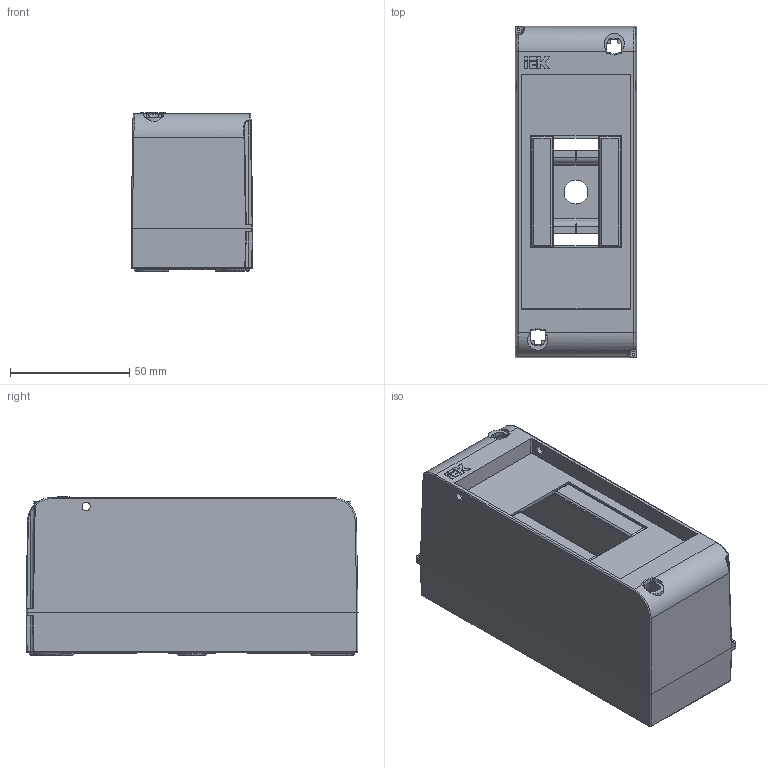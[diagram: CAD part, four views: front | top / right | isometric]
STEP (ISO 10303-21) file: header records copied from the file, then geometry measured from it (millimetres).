
FILE_DESCRIPTION (( 'STEP AP203' ), '1' );
FILE_NAME ('UIM-KP71-N-02-20-K02_UNION Mini Êîðïóñ ïëàñòèê. ÊÌÏí-2 IP30 áåç äâåðè ÷åðíûé IEK.STEP', '2024-03-27T12:22:16', ( '' ), ( '' ), 'SwSTEP 2.0', 'SolidWorks 2022', '' );
FILE_SCHEMA (( 'CONFIG_CONTROL_DESIGN' ));
Length unit declared in the file: millimetre
Products named in the file (1): UIM-KP71-N-02-20-K02_UNION Mini Корпус пластик. КМПн-2 IP30 без двери черный IEK
Bounding box: 51 x 139 x 66.3 mm (x, y, z)
Volume: 65374.7 mm3; surface area: 81495.8 mm2
Topology: 2 solids, 2 shells, 1374 faces, 3713 edges, 2401 vertices
Faces by surface type: plane 767, cylinder 256, bspline 177, cone 111, torus 48, sphere 15
Entity records: 50106 total; most frequent: CARTESIAN_POINT 17242, ORIENTED_EDGE 7410, DIRECTION 5976, EDGE_CURVE 3705, VECTOR 2418, LINE 2418, VERTEX_POINT 2401, AXIS2_PLACEMENT_3D 1779
